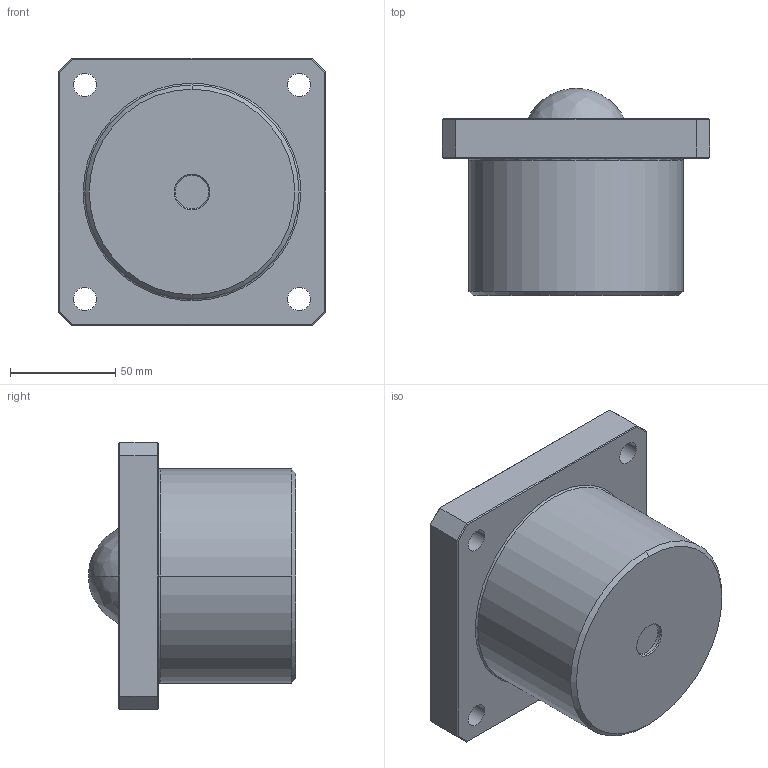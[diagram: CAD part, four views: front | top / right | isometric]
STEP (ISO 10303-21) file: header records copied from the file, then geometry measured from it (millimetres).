
FILE_DESCRIPTION (( 'STEP AP214' ), '1' );
FILE_NAME ('0022468.step', '2020-11-17T08:39:10', ( '' ), ( '' ), 'SwSTEP 2.0', 'SolidWorks 2018', '' );
FILE_SCHEMA (( 'AUTOMOTIVE_DESIGN' ));
Length unit declared in the file: millimetre
Products named in the file (1): 0022468
Bounding box: 127 x 98.3 x 127 mm (x, y, z)
Volume: 834604.7 mm3; surface area: 64345.1 mm2
Topology: 1 solids, 1 shells, 64 faces, 152 edges, 93 vertices
Faces by surface type: plane 30, cone 18, cylinder 12, bspline 4
Entity records: 2160 total; most frequent: CARTESIAN_POINT 610, DIRECTION 332, ORIENTED_EDGE 300, EDGE_CURVE 150, AXIS2_PLACEMENT_3D 123, VERTEX_POINT 93, VECTOR 86, LINE 86
